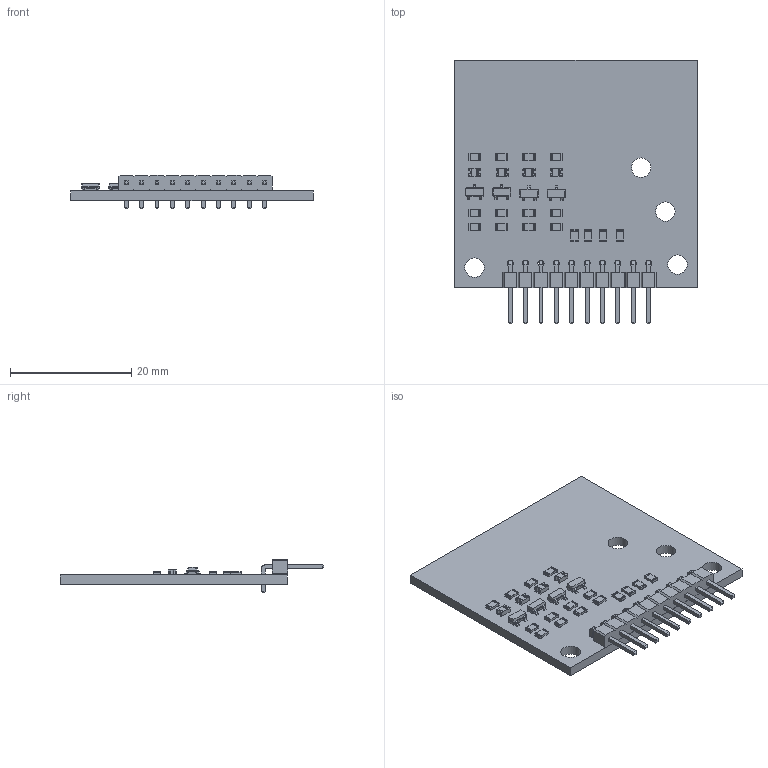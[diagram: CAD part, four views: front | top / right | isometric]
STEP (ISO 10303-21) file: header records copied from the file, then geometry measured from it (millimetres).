
FILE_DESCRIPTION(('KiCad electronic assembly'),'2;1');
FILE_NAME('ledx8.step','2023-01-12T13:15:22',('Pcbnew'),('Kicad'), 'Open CASCADE STEP processor 7.5','KiCad to STEP converter','Unknown' );
FILE_SCHEMA(('AUTOMOTIVE_DESIGN { 1 0 10303 214 1 1 1 1 }'));
Length unit declared in the file: millimetre
Products named in the file (10): ledx8 1; R_0805_2012Metric; SOLID; SOT-23; PinHeader_1x10_P2.54mm_Horizontal; D_0805_2012Metric; ledx8 PCB
Assembly tree (30 placements, depth 3):
  ledx8 1
    R_0805_2012Metric  x16
      SOLID
    SOT-23  x4
      SOLID
    PinHeader_1x10_P2.54mm_Horizontal
      SOLID
    D_0805_2012Metric  x4
      SOLID
    ledx8 PCB
Bounding box: 40 x 43.54 x 5.54 mm (x, y, z)
Volume: 2584 mm3; surface area: 4093.8 mm2
Topology: 26 solids, 26 shells, 1170 faces, 2970 edges, 1876 vertices
Faces by surface type: bspline 1150, cylinder 14, plane 6
Full cylindrical faces by diameter (mm): 1 x10, 3.2 x4
Entity records: 27314 total; most frequent: CARTESIAN_POINT 9379, B_SPLINE_CURVE_WITH_KNOTS 2936, ORIENTED_EDGE 2172, PCURVE 2172, DEFINITIONAL_REPRESENTATION 2172, EDGE_CURVE 1086, SURFACE_CURVE 1072, VERTEX_POINT 682
